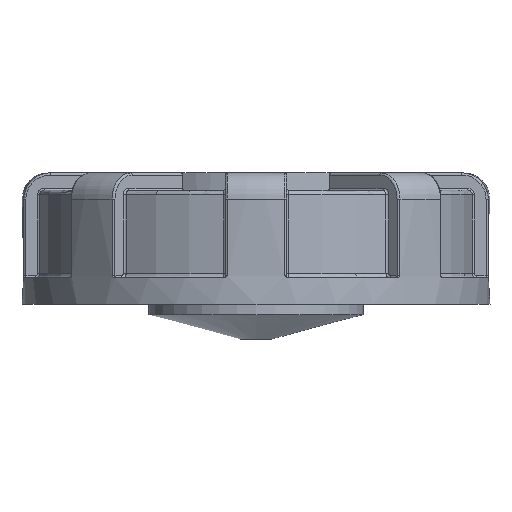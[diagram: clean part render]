
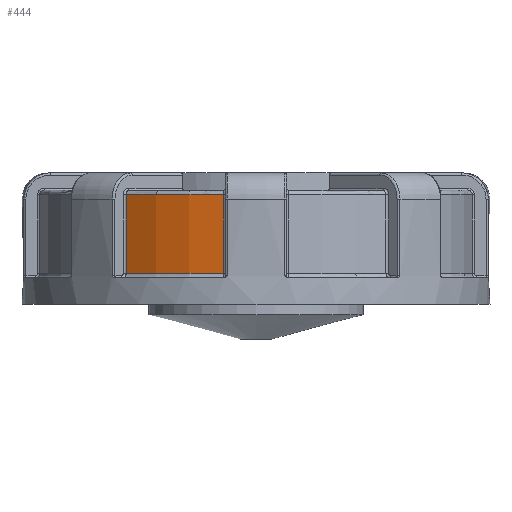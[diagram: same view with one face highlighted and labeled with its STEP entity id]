
A CAD part, left-side view. The second image highlights one B-rep face of the part: STEP entity #444.
In plain terms, the highlighted cylindrical face has radius 25 mm (diameter 50 mm), a partial arc.
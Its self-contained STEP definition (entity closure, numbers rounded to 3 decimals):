
#444 = ADVANCED_FACE( '', ( #1018 ), #1019, .T. );
#1018 = FACE_OUTER_BOUND( '', #4583, .T. );
#1019 = CYLINDRICAL_SURFACE( '', #4584, 25. );
#4583 = EDGE_LOOP( '', ( #8758, #8759, #8760, #8761 ) );
#4584 = AXIS2_PLACEMENT_3D( '', #8762, #8763, #8764 );
#8758 = ORIENTED_EDGE( '', *, *, #10303, .T. );
#8759 = ORIENTED_EDGE( '', *, *, #9921, .T. );
#8760 = ORIENTED_EDGE( '', *, *, #10304, .T. );
#8761 = ORIENTED_EDGE( '', *, *, #10305, .T. );
#8762 = CARTESIAN_POINT( '', ( 0., 0., 57.15 ) );
#8763 = DIRECTION( '', ( 0., 0., -1. ) );
#8764 = DIRECTION( '', ( 1., 0., 0. ) );
#9921 = EDGE_CURVE( '', #10754, #10759, #10761, .F. );
#10303 = EDGE_CURVE( '', #11353, #10754, #11354, .T. );
#10304 = EDGE_CURVE( '', #10759, #11355, #11356, .F. );
#10305 = EDGE_CURVE( '', #11355, #11353, #11357, .T. );
#10754 = VERTEX_POINT( '', #12404 );
#10759 = VERTEX_POINT( '', #12410 );
#10761 = LINE( '', #12412, #12413 );
#11353 = VERTEX_POINT( '', #15249 );
#11354 = CIRCLE( '', #15250, 25. );
#11355 = VERTEX_POINT( '', #15251 );
#11356 = CIRCLE( '', #15252, 25. );
#11357 = LINE( '', #15253, #15254 );
#12404 = CARTESIAN_POINT( '', ( -20.107, 14.856, 12.5 ) );
#12410 = CARTESIAN_POINT( '', ( -20.107, 14.856, 3.5 ) );
#12412 = CARTESIAN_POINT( '', ( -20.107, 14.856, 57.15 ) );
#12413 = VECTOR( '', #16871, 1000. );
#15249 = CARTESIAN_POINT( '', ( -24.723, 3.713, 12.5 ) );
#15250 = AXIS2_PLACEMENT_3D( '', #17339, #17340, #17341 );
#15251 = CARTESIAN_POINT( '', ( -24.723, 3.713, 3.5 ) );
#15252 = AXIS2_PLACEMENT_3D( '', #17342, #17343, #17344 );
#15253 = CARTESIAN_POINT( '', ( -24.723, 3.713, 57.15 ) );
#15254 = VECTOR( '', #17345, 1000. );
#16871 = DIRECTION( '', ( 0., 0., 1. ) );
#17339 = CARTESIAN_POINT( '', ( 0., 0., 12.5 ) );
#17340 = DIRECTION( '', ( 0., 0., -1. ) );
#17341 = DIRECTION( '', ( -1., 0., 0. ) );
#17342 = CARTESIAN_POINT( '', ( 0., 0., 3.5 ) );
#17343 = DIRECTION( '', ( 0., 0., -1. ) );
#17344 = DIRECTION( '', ( -1., 0., 0. ) );
#17345 = DIRECTION( '', ( 0., 0., 1. ) );
